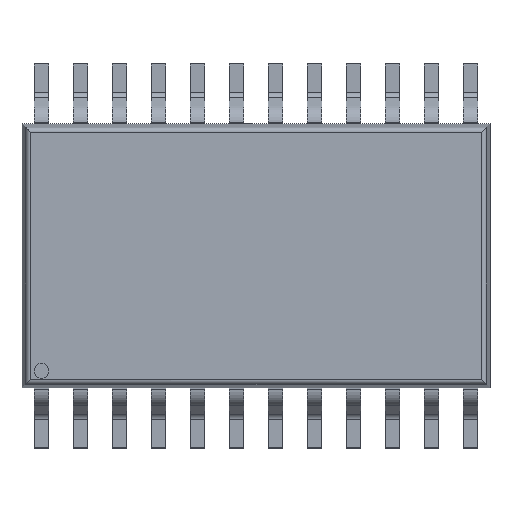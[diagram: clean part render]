
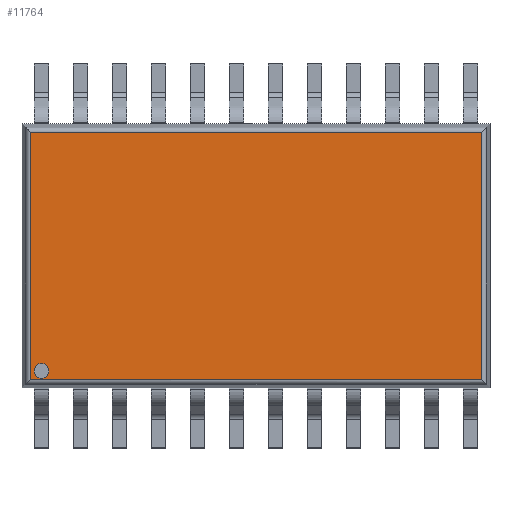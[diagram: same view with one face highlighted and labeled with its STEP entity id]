
A CAD part, top view. The second image highlights one B-rep face of the part: STEP entity #11764.
In plain terms, the highlighted planar face has unit normal (0, 0, 1).
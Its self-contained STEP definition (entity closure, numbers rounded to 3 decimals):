
#11705 = CARTESIAN_POINT ( 'NONE',  ( -3.575, -2.041, 1.2 ) ) ;
#11706 = VERTEX_POINT ( 'NONE', #11705 ) ;
#11707 = CARTESIAN_POINT ( 'NONE',  ( -3.575, -1.794, 1.2 ) ) ;
#11708 = VERTEX_POINT ( 'NONE', #11707 ) ;
#11709 = CARTESIAN_POINT ( 'NONE',  ( -3.575, -1.918, 1.2 ) ) ;
#11710 = DIRECTION ( 'NONE',  ( 0., 0., 1. ) ) ;
#11711 = DIRECTION ( 'NONE',  ( 0., -1., 0. ) ) ;
#11712 = AXIS2_PLACEMENT_3D ( 'NONE', #11709, #11710, #11711 ) ;
#11713 = CIRCLE ( 'NONE', #11712, 0.124) ;
#11714 = EDGE_CURVE ( 'NONE', #11706, #11708, #11713, .T. ) ;
#11715 = ORIENTED_EDGE ( 'NONE', *, *, #11714, .F. ) ;
#11716 = CARTESIAN_POINT ( 'NONE',  ( -3.575, -1.918, 1.2 ) ) ;
#11717 = DIRECTION ( 'NONE',  ( 0., 0., 1. ) ) ;
#11718 = DIRECTION ( 'NONE',  ( 0., -1., 0. ) ) ;
#11719 = AXIS2_PLACEMENT_3D ( 'NONE', #11716, #11717, #11718 ) ;
#11720 = CIRCLE ( 'NONE', #11719, 0.124) ;
#11721 = EDGE_CURVE ( 'NONE', #11708, #11706, #11720, .T. ) ;
#11722 = ORIENTED_EDGE ( 'NONE', *, *, #11721, .F. ) ;
#11723 = EDGE_LOOP ( 'NONE', ( #11715, #11722 ) ) ;
#11724 = FACE_BOUND ( 'NONE', #11723, .T. ) ;
#11725 = CARTESIAN_POINT ( 'NONE',  ( 3.764, -2.064, 1.2 ) ) ;
#11726 = VERTEX_POINT ( 'NONE', #11725 ) ;
#11727 = CARTESIAN_POINT ( 'NONE',  ( 3.764, 2.064, 1.2 ) ) ;
#11728 = VERTEX_POINT ( 'NONE', #11727 ) ;
#11729 = CARTESIAN_POINT ( 'NONE',  ( 3.764, 2.13, 1.2 ) ) ;
#11730 = DIRECTION ( 'NONE',  ( 0., 1., 0. ) ) ;
#11731 = VECTOR ( 'NONE', #11730, 1000. ) ;
#11732 = LINE ( 'NONE', #11729, #11731 ) ;
#11733 = EDGE_CURVE ( 'NONE', #11726, #11728, #11732, .T. ) ;
#11734 = ORIENTED_EDGE ( 'NONE', *, *, #11733, .T. ) ;
#11735 = CARTESIAN_POINT ( 'NONE',  ( -3.764, 2.064, 1.2 ) ) ;
#11736 = VERTEX_POINT ( 'NONE', #11735 ) ;
#11737 = CARTESIAN_POINT ( 'NONE',  ( -3.83, 2.064, 1.2 ) ) ;
#11738 = DIRECTION ( 'NONE',  ( -1., 0., 0. ) ) ;
#11739 = VECTOR ( 'NONE', #11738, 1000. ) ;
#11740 = LINE ( 'NONE', #11737, #11739 ) ;
#11741 = EDGE_CURVE ( 'NONE', #11728, #11736, #11740, .T. ) ;
#11742 = ORIENTED_EDGE ( 'NONE', *, *, #11741, .T. ) ;
#11743 = CARTESIAN_POINT ( 'NONE',  ( -3.764, -2.064, 1.2 ) ) ;
#11744 = VERTEX_POINT ( 'NONE', #11743 ) ;
#11745 = CARTESIAN_POINT ( 'NONE',  ( -3.764, -2.13, 1.2 ) ) ;
#11746 = DIRECTION ( 'NONE',  ( 0., -1., 0. ) ) ;
#11747 = VECTOR ( 'NONE', #11746, 1000. ) ;
#11748 = LINE ( 'NONE', #11745, #11747 ) ;
#11749 = EDGE_CURVE ( 'NONE', #11736, #11744, #11748, .T. ) ;
#11750 = ORIENTED_EDGE ( 'NONE', *, *, #11749, .T. ) ;
#11751 = CARTESIAN_POINT ( 'NONE',  ( 3.83, -2.064, 1.2 ) ) ;
#11752 = DIRECTION ( 'NONE',  ( 1., 0., 0. ) ) ;
#11753 = VECTOR ( 'NONE', #11752, 1000. ) ;
#11754 = LINE ( 'NONE', #11751, #11753 ) ;
#11755 = EDGE_CURVE ( 'NONE', #11744, #11726, #11754, .T. ) ;
#11756 = ORIENTED_EDGE ( 'NONE', *, *, #11755, .T. ) ;
#11757 = EDGE_LOOP ( 'NONE', ( #11734, #11742, #11750, #11756 ) ) ;
#11758 = FACE_OUTER_BOUND ( 'NONE', #11757, .T. ) ;
#11759 = CARTESIAN_POINT ( 'NONE',  ( 2.75, -1.566, 1.2 ) ) ;
#11760 = DIRECTION ( 'NONE',  ( 0., 0., -1. ) ) ;
#11761 = DIRECTION ( 'NONE',  ( 0., 1., 0. ) ) ;
#11762 = AXIS2_PLACEMENT_3D ( 'NONE', #11759, #11760, #11761 ) ;
#11763 = PLANE ( 'NONE', #11762 ) ;
#11764 = ADVANCED_FACE ( 'NONE', ( #11724, #11758 ), #11763, .F. ) ;
